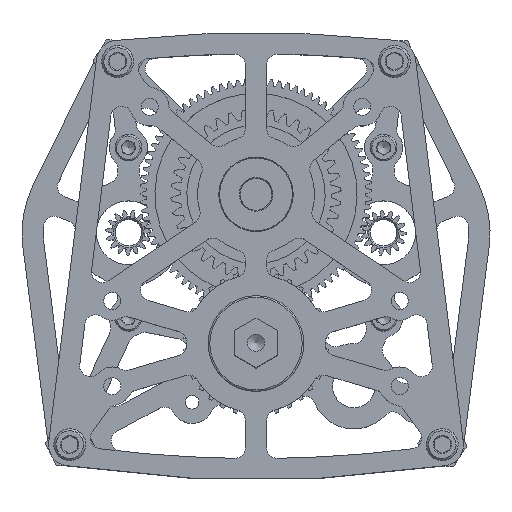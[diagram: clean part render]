
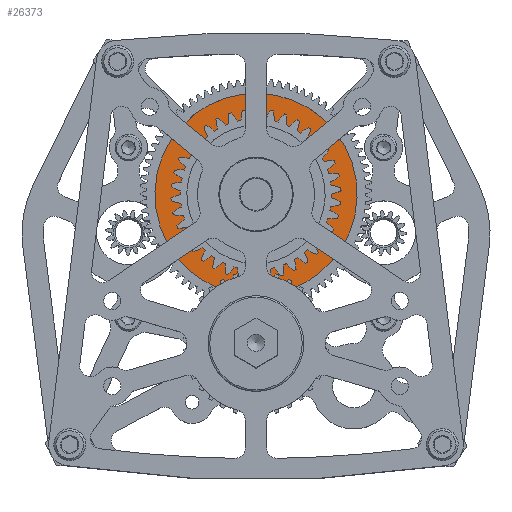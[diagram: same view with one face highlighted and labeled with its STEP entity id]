
A CAD part, top view. The second image highlights one B-rep face of the part: STEP entity #26373.
In plain terms, the highlighted face is planar.
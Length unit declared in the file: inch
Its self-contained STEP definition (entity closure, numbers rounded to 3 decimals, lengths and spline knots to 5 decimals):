
#1182 = DIRECTION ( 'NONE',  ( 0., 0., -1. ) ) ;
#3525 = CARTESIAN_POINT ( 'NONE',  ( 0.3, 0., 0. ) ) ;
#4317 = DIRECTION ( 'NONE',  ( 1., 0., 0. ) ) ;
#4564 = FACE_OUTER_BOUND ( 'NONE', #46593, .T. ) ;
#5344 = AXIS2_PLACEMENT_3D ( 'NONE', #25884, #4317, #29533 ) ;
#7133 = DIRECTION ( 'NONE',  ( 0., 0., -1. ) ) ;
#7284 = EDGE_LOOP ( 'NONE', ( #40312 ) ) ;
#11891 = CARTESIAN_POINT ( 'NONE',  ( 0.3, 0., 0. ) ) ;
#14078 = VERTEX_POINT ( 'NONE', #40136 ) ;
#22825 = DIRECTION ( 'NONE',  ( 1., 0., 0. ) ) ;
#23742 = CIRCLE ( 'NONE', #26497, 0.2625 ) ;
#23784 = FACE_BOUND ( 'NONE', #7284, .T. ) ;
#25884 = CARTESIAN_POINT ( 'NONE',  ( 0.3, 0., 0. ) ) ;
#26373 = ADVANCED_FACE ( 'NONE', ( #23784, #4564 ), #33559, .T. ) ;
#26497 = AXIS2_PLACEMENT_3D ( 'NONE', #3525, #28727, #7133 ) ;
#26697 = EDGE_CURVE ( 'NONE', #37297, #37297, #23742, .T. ) ;
#28727 = DIRECTION ( 'NONE',  ( 1., 0., 0. ) ) ;
#29533 = DIRECTION ( 'NONE',  ( 0., 0., -1. ) ) ;
#29854 = AXIS2_PLACEMENT_3D ( 'NONE', #11891, #22825, #1182 ) ;
#30555 = ORIENTED_EDGE ( 'NONE', *, *, #40174, .T. ) ;
#32204 = CIRCLE ( 'NONE', #5344, 1.1875 ) ;
#33559 = PLANE ( 'NONE',  #29854 ) ;
#37297 = VERTEX_POINT ( 'NONE', #46436 ) ;
#40136 = CARTESIAN_POINT ( 'NONE',  ( 0.3, 0., -1.1875 ) ) ;
#40174 = EDGE_CURVE ( 'NONE', #14078, #14078, #32204, .T. ) ;
#40312 = ORIENTED_EDGE ( 'NONE', *, *, #26697, .F. ) ;
#46436 = CARTESIAN_POINT ( 'NONE',  ( 0.3, 0., -0.2625 ) ) ;
#46593 = EDGE_LOOP ( 'NONE', ( #30555 ) ) ;
